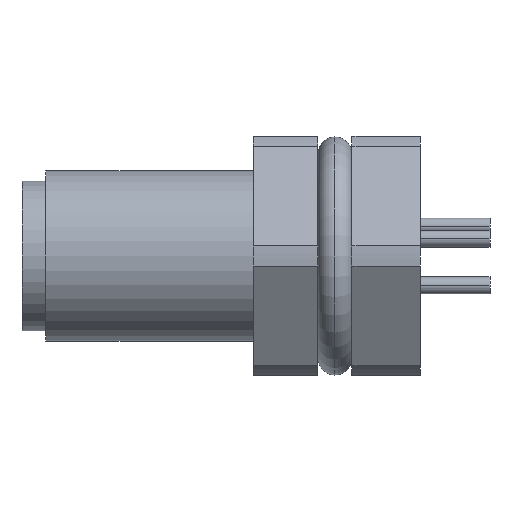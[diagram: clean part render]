
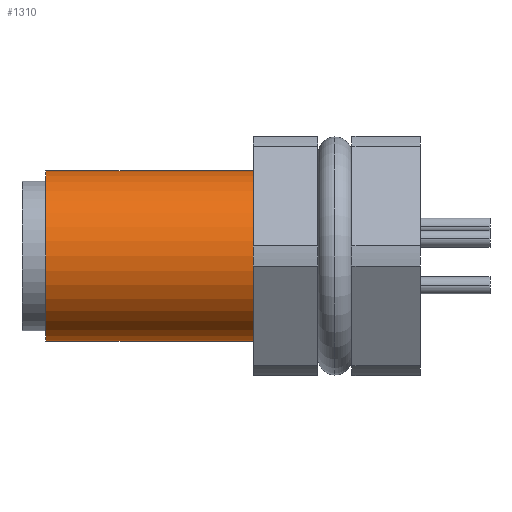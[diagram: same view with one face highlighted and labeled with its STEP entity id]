
A CAD part, left-side view. The second image highlights one B-rep face of the part: STEP entity #1310.
In plain terms, the highlighted cylindrical face has radius 2.5 mm (diameter 5 mm), a partial arc.
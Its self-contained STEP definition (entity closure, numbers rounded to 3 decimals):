
#325 = VERTEX_POINT('',#326);
#326 = CARTESIAN_POINT('',(0.,-0.7,-2.5));
#327 = VERTEX_POINT('',#328);
#328 = CARTESIAN_POINT('',(0.,-0.7,2.5));
#336 = PLANE('',#337);
#337 = AXIS2_PLACEMENT_3D('',#338,#339,#340);
#338 = CARTESIAN_POINT('',(0.,-0.7,0.));
#339 = DIRECTION('',(0.,-1.,0.));
#340 = DIRECTION('',(0.,0.,-1.));
#348 = CYLINDRICAL_SURFACE('',#349,2.5);
#349 = AXIS2_PLACEMENT_3D('',#350,#351,#352);
#350 = CARTESIAN_POINT('',(0.,0.585,0.));
#351 = DIRECTION('',(0.,1.,-0.));
#352 = DIRECTION('',(0.,0.,1.));
#360 = EDGE_CURVE('',#325,#327,#361,.T.);
#361 = SURFACE_CURVE('',#362,(#367,#378),.PCURVE_S1.);
#362 = CIRCLE('',#363,2.5);
#363 = AXIS2_PLACEMENT_3D('',#364,#365,#366);
#364 = CARTESIAN_POINT('',(0.,-0.7,0.));
#365 = DIRECTION('',(0.,1.,0.));
#366 = DIRECTION('',(0.,0.,-1.));
#367 = PCURVE('',#336,#368);
#368 = DEFINITIONAL_REPRESENTATION('',(#369),#377);
#369 = ( BOUNDED_CURVE() B_SPLINE_CURVE(2,(#370,#371,#372,#373,#374,#375
,#376),.UNSPECIFIED.,.T.,.F.) B_SPLINE_CURVE_WITH_KNOTS((1,2,2,2,2,1),(
    -2.094,0.,2.094,4.189,6.283,
8.378),.UNSPECIFIED.) CURVE() GEOMETRIC_REPRESENTATION_ITEM() 
RATIONAL_B_SPLINE_CURVE((1.,0.5,1.,0.5,1.,0.5,1.)) REPRESENTATION_ITEM(
  '') );
#370 = CARTESIAN_POINT('',(2.5,0.));
#371 = CARTESIAN_POINT('',(2.5,-4.33));
#372 = CARTESIAN_POINT('',(-1.25,-2.165));
#373 = CARTESIAN_POINT('',(-5.,0.));
#374 = CARTESIAN_POINT('',(-1.25,2.165));
#375 = CARTESIAN_POINT('',(2.5,4.33));
#376 = CARTESIAN_POINT('',(2.5,0.));
#377 = ( GEOMETRIC_REPRESENTATION_CONTEXT(2) 
PARAMETRIC_REPRESENTATION_CONTEXT() REPRESENTATION_CONTEXT('2D SPACE',''
  ) );
#378 = PCURVE('',#379,#384);
#379 = CYLINDRICAL_SURFACE('',#380,2.5);
#380 = AXIS2_PLACEMENT_3D('',#381,#382,#383);
#381 = CARTESIAN_POINT('',(0.,0.585,0.));
#382 = DIRECTION('',(0.,1.,-0.));
#383 = DIRECTION('',(0.,0.,1.));
#384 = DEFINITIONAL_REPRESENTATION('',(#385),#389);
#385 = LINE('',#386,#387);
#386 = CARTESIAN_POINT('',(3.142,-1.285));
#387 = VECTOR('',#388,1.);
#388 = DIRECTION('',(1.,0.));
#389 = ( GEOMETRIC_REPRESENTATION_CONTEXT(2) 
PARAMETRIC_REPRESENTATION_CONTEXT() REPRESENTATION_CONTEXT('2D SPACE',''
  ) );
#1310 = ADVANCED_FACE('',(#1311),#379,.T.);
#1311 = FACE_BOUND('',#1312,.T.);
#1312 = EDGE_LOOP('',(#1313,#1348,#1369,#1370));
#1313 = ORIENTED_EDGE('',*,*,#1314,.T.);
#1314 = EDGE_CURVE('',#1315,#1317,#1319,.T.);
#1315 = VERTEX_POINT('',#1316);
#1316 = CARTESIAN_POINT('',(0.,-6.8,-2.5));
#1317 = VERTEX_POINT('',#1318);
#1318 = CARTESIAN_POINT('',(0.,-6.8,2.5));
#1319 = SURFACE_CURVE('',#1320,(#1325,#1332),.PCURVE_S1.);
#1320 = CIRCLE('',#1321,2.5);
#1321 = AXIS2_PLACEMENT_3D('',#1322,#1323,#1324);
#1322 = CARTESIAN_POINT('',(0.,-6.8,0.));
#1323 = DIRECTION('',(0.,1.,0.));
#1324 = DIRECTION('',(0.,0.,-1.));
#1325 = PCURVE('',#379,#1326);
#1326 = DEFINITIONAL_REPRESENTATION('',(#1327),#1331);
#1327 = LINE('',#1328,#1329);
#1328 = CARTESIAN_POINT('',(3.142,-7.385));
#1329 = VECTOR('',#1330,1.);
#1330 = DIRECTION('',(1.,0.));
#1331 = ( GEOMETRIC_REPRESENTATION_CONTEXT(2) 
PARAMETRIC_REPRESENTATION_CONTEXT() REPRESENTATION_CONTEXT('2D SPACE',''
  ) );
#1332 = PCURVE('',#1333,#1338);
#1333 = PLANE('',#1334);
#1334 = AXIS2_PLACEMENT_3D('',#1335,#1336,#1337);
#1335 = CARTESIAN_POINT('',(0.,-6.8,0.));
#1336 = DIRECTION('',(0.,-1.,0.));
#1337 = DIRECTION('',(0.,0.,-1.));
#1338 = DEFINITIONAL_REPRESENTATION('',(#1339),#1347);
#1339 = ( BOUNDED_CURVE() B_SPLINE_CURVE(2,(#1340,#1341,#1342,#1343,
#1344,#1345,#1346),.UNSPECIFIED.,.T.,.F.) B_SPLINE_CURVE_WITH_KNOTS((1,2
    ,2,2,2,1),(-2.094,0.,2.094,4.189,
6.283,8.378),.UNSPECIFIED.) CURVE() 
GEOMETRIC_REPRESENTATION_ITEM() RATIONAL_B_SPLINE_CURVE((1.,0.5,1.,0.5,
1.,0.5,1.)) REPRESENTATION_ITEM('') );
#1340 = CARTESIAN_POINT('',(2.5,0.));
#1341 = CARTESIAN_POINT('',(2.5,-4.33));
#1342 = CARTESIAN_POINT('',(-1.25,-2.165));
#1343 = CARTESIAN_POINT('',(-5.,0.));
#1344 = CARTESIAN_POINT('',(-1.25,2.165));
#1345 = CARTESIAN_POINT('',(2.5,4.33));
#1346 = CARTESIAN_POINT('',(2.5,0.));
#1347 = ( GEOMETRIC_REPRESENTATION_CONTEXT(2) 
PARAMETRIC_REPRESENTATION_CONTEXT() REPRESENTATION_CONTEXT('2D SPACE',''
  ) );
#1348 = ORIENTED_EDGE('',*,*,#1349,.T.);
#1349 = EDGE_CURVE('',#1317,#327,#1350,.T.);
#1350 = SURFACE_CURVE('',#1351,(#1355,#1362),.PCURVE_S1.);
#1351 = LINE('',#1352,#1353);
#1352 = CARTESIAN_POINT('',(0.,-6.8,2.5));
#1353 = VECTOR('',#1354,1.);
#1354 = DIRECTION('',(0.,1.,0.));
#1355 = PCURVE('',#379,#1356);
#1356 = DEFINITIONAL_REPRESENTATION('',(#1357),#1361);
#1357 = LINE('',#1358,#1359);
#1358 = CARTESIAN_POINT('',(6.283,-7.385));
#1359 = VECTOR('',#1360,1.);
#1360 = DIRECTION('',(0.,1.));
#1361 = ( GEOMETRIC_REPRESENTATION_CONTEXT(2) 
PARAMETRIC_REPRESENTATION_CONTEXT() REPRESENTATION_CONTEXT('2D SPACE',''
  ) );
#1362 = PCURVE('',#348,#1363);
#1363 = DEFINITIONAL_REPRESENTATION('',(#1364),#1368);
#1364 = LINE('',#1365,#1366);
#1365 = CARTESIAN_POINT('',(0.,-7.385));
#1366 = VECTOR('',#1367,1.);
#1367 = DIRECTION('',(0.,1.));
#1368 = ( GEOMETRIC_REPRESENTATION_CONTEXT(2) 
PARAMETRIC_REPRESENTATION_CONTEXT() REPRESENTATION_CONTEXT('2D SPACE',''
  ) );
#1369 = ORIENTED_EDGE('',*,*,#360,.F.);
#1370 = ORIENTED_EDGE('',*,*,#1371,.F.);
#1371 = EDGE_CURVE('',#1315,#325,#1372,.T.);
#1372 = SURFACE_CURVE('',#1373,(#1377,#1384),.PCURVE_S1.);
#1373 = LINE('',#1374,#1375);
#1374 = CARTESIAN_POINT('',(0.,-6.8,-2.5));
#1375 = VECTOR('',#1376,1.);
#1376 = DIRECTION('',(0.,1.,0.));
#1377 = PCURVE('',#379,#1378);
#1378 = DEFINITIONAL_REPRESENTATION('',(#1379),#1383);
#1379 = LINE('',#1380,#1381);
#1380 = CARTESIAN_POINT('',(3.142,-7.385));
#1381 = VECTOR('',#1382,1.);
#1382 = DIRECTION('',(0.,1.));
#1383 = ( GEOMETRIC_REPRESENTATION_CONTEXT(2) 
PARAMETRIC_REPRESENTATION_CONTEXT() REPRESENTATION_CONTEXT('2D SPACE',''
  ) );
#1384 = PCURVE('',#348,#1385);
#1385 = DEFINITIONAL_REPRESENTATION('',(#1386),#1390);
#1386 = LINE('',#1387,#1388);
#1387 = CARTESIAN_POINT('',(3.142,-7.385));
#1388 = VECTOR('',#1389,1.);
#1389 = DIRECTION('',(0.,1.));
#1390 = ( GEOMETRIC_REPRESENTATION_CONTEXT(2) 
PARAMETRIC_REPRESENTATION_CONTEXT() REPRESENTATION_CONTEXT('2D SPACE',''
  ) );
